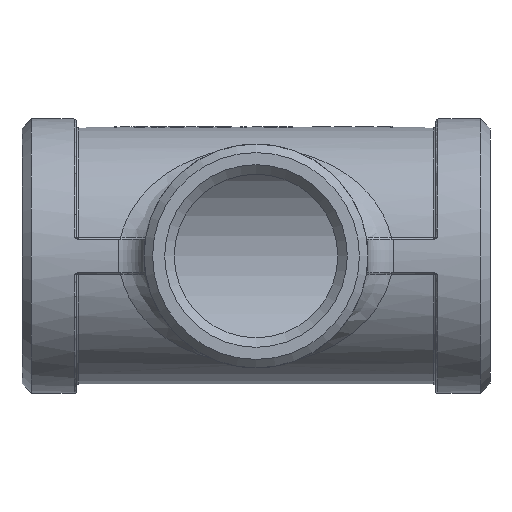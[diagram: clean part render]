
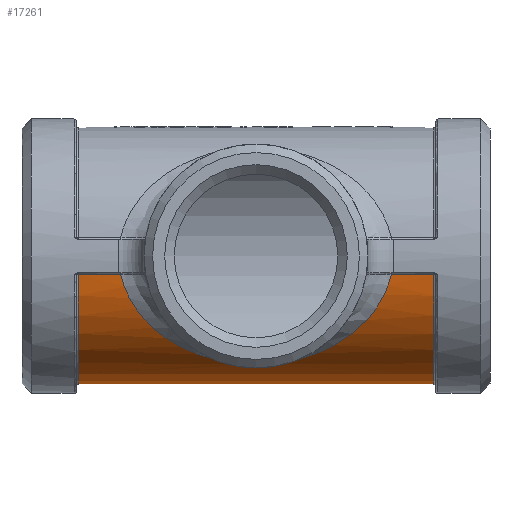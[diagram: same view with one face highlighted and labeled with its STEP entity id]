
A CAD part, front view. The second image highlights one B-rep face of the part: STEP entity #17261.
In plain terms, the highlighted cylindrical face has radius 19 mm (diameter 38 mm), a partial arc.
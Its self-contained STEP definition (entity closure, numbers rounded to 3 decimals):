
#1013 = DIRECTION ( 'NONE',  ( 1., 0., 0. ) ) ;
#1460 = CARTESIAN_POINT ( 'NONE',  ( 0., -18.799, -2.756 ) ) ;
#2526 = DIRECTION ( 'NONE',  ( -1., 0., 0. ) ) ;
#2554 = DIRECTION ( 'NONE',  ( 0., 0., -1. ) ) ;
#2620 = DIRECTION ( 'NONE',  ( -1., 0., 0. ) ) ;
#2747 = CARTESIAN_POINT ( 'NONE',  ( 0., -18.799, -2.756 ) ) ;
#2760 = DIRECTION ( 'NONE',  ( 1., 0., 0. ) ) ;
#3009 = CARTESIAN_POINT ( 'NONE',  ( 0., 18.799, -2.756 ) ) ;
#3068 = CARTESIAN_POINT ( 'NONE',  ( 26.2, 0., 0. ) ) ;
#3250 = DIRECTION ( 'NONE',  ( 1., 0., 0. ) ) ;
#3271 = CARTESIAN_POINT ( 'NONE',  ( -26.2, 0., 0. ) ) ;
#3426 = DIRECTION ( 'NONE',  ( 0., 0., -1. ) ) ;
#3682 = CIRCLE ( 'NONE', #4412, 19. ) ;
#3716 = CIRCLE ( 'NONE', #4416, 19. ) ;
#3726 = LINE ( 'NONE', #3009, #3768 ) ;
#3768 = VECTOR ( 'NONE', #2620, 1000. ) ;
#4049 = CYLINDRICAL_SURFACE ( 'NONE', #22188, 19. ) ;
#4054 = FACE_OUTER_BOUND ( 'NONE', #15153, .T. ) ;
#4289 = EDGE_CURVE ( 'NONE', #15146, #15540, #3682, .T. ) ;
#4361 = EDGE_CURVE ( 'NONE', #15168, #15146, #3726, .T. ) ;
#4397 = EDGE_CURVE ( 'NONE', #15515, #15594, #4606, .T. ) ;
#4412 = AXIS2_PLACEMENT_3D ( 'NONE', #3271, #2526, #2554 ) ;
#4416 = AXIS2_PLACEMENT_3D ( 'NONE', #3068, #2760, #3426 ) ;
#4606 = B_SPLINE_CURVE_WITH_KNOTS ( 'NONE', 3,
 ( #13630, #13859, #13264, #13614, #13152, #13810, #14216, #14076, #12623, #13417, #12345, #13040, #14096 ),
 .UNSPECIFIED., .F., .F.,
 ( 4, 1, 1, 1, 1, 1, 1, 1, 1, 1, 4 ),
 ( 0., 0.143, 0.286, 0.381, 0.429, 0.524, 0.571, 0.643, 0.714, 0.857, 1. ),
 .UNSPECIFIED. ) ;
#7510 = CARTESIAN_POINT ( 'NONE',  ( 19.948, -18.799, -2.756 ) ) ;
#7604 = CARTESIAN_POINT ( 'NONE',  ( -26.2, -18.799, -2.756 ) ) ;
#7606 = CARTESIAN_POINT ( 'NONE',  ( 26.2, -18.799, -2.756 ) ) ;
#7639 = CARTESIAN_POINT ( 'NONE',  ( -19.948, -18.799, -2.756 ) ) ;
#8071 = CARTESIAN_POINT ( 'NONE',  ( 26.2, 18.799, -2.756 ) ) ;
#8097 = CARTESIAN_POINT ( 'NONE',  ( -26.2, 18.799, -2.756 ) ) ;
#9994 = VECTOR ( 'NONE', #1013, 1000. ) ;
#10011 = LINE ( 'NONE', #1460, #9994 ) ;
#10552 = EDGE_CURVE ( 'NONE', #15540, #15515, #10011, .T. ) ;
#10755 = EDGE_CURVE ( 'NONE', #15594, #15538, #15576, .T. ) ;
#10817 = EDGE_CURVE ( 'NONE', #15538, #15168, #3716, .T. ) ;
#12345 = CARTESIAN_POINT ( 'NONE',  ( 17.255, -17.01, -9.163 ) ) ;
#12623 = CARTESIAN_POINT ( 'NONE',  ( 8.182, -12.002, -14.774 ) ) ;
#13040 = CARTESIAN_POINT ( 'NONE',  ( 19.453, -18.469, -5.004 ) ) ;
#13152 = CARTESIAN_POINT ( 'NONE',  ( -7.782, -11.82, -14.915 ) ) ;
#13264 = CARTESIAN_POINT ( 'NONE',  ( -17.248, -17.011, -9.163 ) ) ;
#13417 = CARTESIAN_POINT ( 'NONE',  ( 12.659, -14.206, -12.786 ) ) ;
#13614 = CARTESIAN_POINT ( 'NONE',  ( -12.359, -14.017, -13.029 ) ) ;
#13630 = CARTESIAN_POINT ( 'NONE',  ( -19.948, -18.799, -2.756 ) ) ;
#13810 = CARTESIAN_POINT ( 'NONE',  ( -3.44, -10.388, -15.922 ) ) ;
#13859 = CARTESIAN_POINT ( 'NONE',  ( -19.453, -18.469, -5.004 ) ) ;
#14076 = CARTESIAN_POINT ( 'NONE',  ( 4.777, -10.777, -15.66 ) ) ;
#14096 = CARTESIAN_POINT ( 'NONE',  ( 19.948, -18.799, -2.756 ) ) ;
#14216 = CARTESIAN_POINT ( 'NONE',  ( 0.52, -9.997, -16.157 ) ) ;
#15146 = VERTEX_POINT ( 'NONE', #8097 ) ;
#15153 = EDGE_LOOP ( 'NONE', ( #26497, #26251, #25656, #26673, #26295, #25528 ) ) ;
#15168 = VERTEX_POINT ( 'NONE', #8071 ) ;
#15394 = VECTOR ( 'NONE', #3250, 1000. ) ;
#15515 = VERTEX_POINT ( 'NONE', #7639 ) ;
#15538 = VERTEX_POINT ( 'NONE', #7606 ) ;
#15540 = VERTEX_POINT ( 'NONE', #7604 ) ;
#15576 = LINE ( 'NONE', #2747, #15394 ) ;
#15594 = VERTEX_POINT ( 'NONE', #7510 ) ;
#17261 = ADVANCED_FACE ( 'NONE', ( #4054 ), #4049, .T. ) ;
#19240 = DIRECTION ( 'NONE',  ( 0., 1., 0. ) ) ;
#19241 = DIRECTION ( 'NONE',  ( 1., 0., 0. ) ) ;
#19242 = CARTESIAN_POINT ( 'NONE',  ( 0., 0., 0. ) ) ;
#22188 = AXIS2_PLACEMENT_3D ( 'NONE', #19242, #19241, #19240 ) ;
#25528 = ORIENTED_EDGE ( 'NONE', *, *, #4361, .F. ) ;
#25656 = ORIENTED_EDGE ( 'NONE', *, *, #4397, .F. ) ;
#26251 = ORIENTED_EDGE ( 'NONE', *, *, #10755, .F. ) ;
#26295 = ORIENTED_EDGE ( 'NONE', *, *, #4289, .F. ) ;
#26497 = ORIENTED_EDGE ( 'NONE', *, *, #10817, .F. ) ;
#26673 = ORIENTED_EDGE ( 'NONE', *, *, #10552, .F. ) ;
